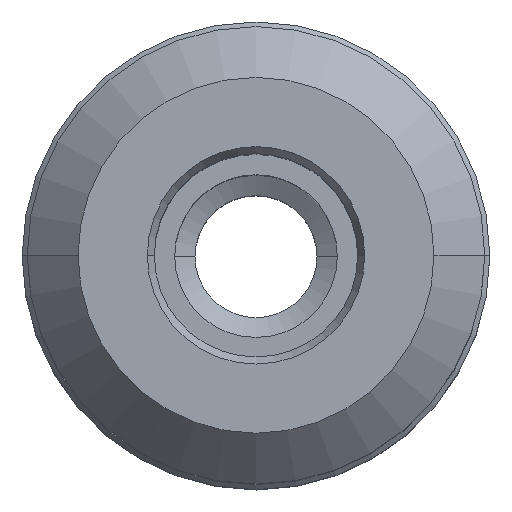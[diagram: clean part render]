
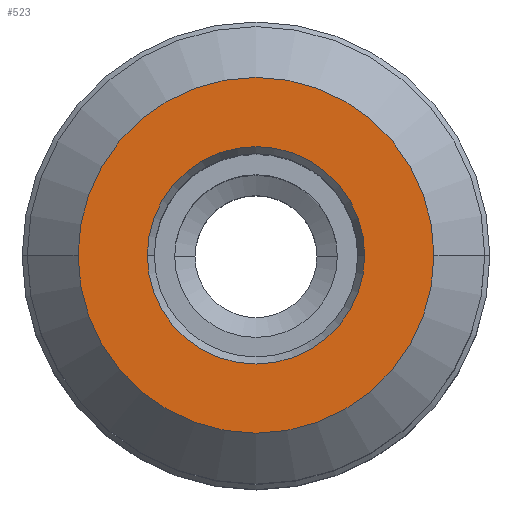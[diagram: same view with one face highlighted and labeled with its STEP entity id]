
A CAD part, top view. The second image highlights one B-rep face of the part: STEP entity #523.
In plain terms, the highlighted planar face has unit normal (0, 0, 1).
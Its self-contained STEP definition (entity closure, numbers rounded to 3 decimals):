
#164 = VERTEX_POINT ( 'NONE', #737 ) ;
#170 = VERTEX_POINT ( 'NONE', #726 ) ;
#176 = VERTEX_POINT ( 'NONE', #736 ) ;
#177 = VERTEX_POINT ( 'NONE', #779 ) ;
#178 = EDGE_CURVE ( 'NONE', #176, #177, #784, .T. ) ;
#184 = EDGE_CURVE ( 'NONE', #170, #164, #728, .T. ) ;
#226 = EDGE_LOOP ( 'NONE', ( #581, #525 ) ) ;
#228 = ORIENTED_EDGE ( 'NONE', *, *, #501, .T. ) ;
#501 = EDGE_CURVE ( 'NONE', #164, #170, #1189, .T. ) ;
#523 = ADVANCED_FACE ( 'NONE', ( #1318, #1319 ), #1312, .F. ) ;
#525 = ORIENTED_EDGE ( 'NONE', *, *, #582, .F. ) ;
#526 = EDGE_LOOP ( 'NONE', ( #527, #228 ) ) ;
#527 = ORIENTED_EDGE ( 'NONE', *, *, #184, .T. ) ;
#581 = ORIENTED_EDGE ( 'NONE', *, *, #178, .F. ) ;
#582 = EDGE_CURVE ( 'NONE', #177, #176, #1181, .T. ) ;
#726 = CARTESIAN_POINT ( 'NONE',  ( 10.693, 0., 99.7 ) ) ;
#728 = CIRCLE ( 'NONE', #777, 10.693 ) ;
#736 = CARTESIAN_POINT ( 'NONE',  ( -17.5, 0., 99.7 ) ) ;
#737 = CARTESIAN_POINT ( 'NONE',  ( -10.693, 0., 99.7 ) ) ;
#762 = DIRECTION ( 'NONE',  ( -1., 0., 0. ) ) ;
#763 = DIRECTION ( 'NONE',  ( 0., 0., -1. ) ) ;
#764 = CARTESIAN_POINT ( 'NONE',  ( 0., 0., 99.7 ) ) ;
#771 = DIRECTION ( 'NONE',  ( -1., 0., 0. ) ) ;
#772 = DIRECTION ( 'NONE',  ( 0., 0., -1. ) ) ;
#773 = CARTESIAN_POINT ( 'NONE',  ( 0., 0., 99.7 ) ) ;
#774 = AXIS2_PLACEMENT_3D ( 'NONE', #773, #772, #771 ) ;
#777 = AXIS2_PLACEMENT_3D ( 'NONE', #764, #763, #762 ) ;
#779 = CARTESIAN_POINT ( 'NONE',  ( 17.5, 0., 99.7 ) ) ;
#784 = CIRCLE ( 'NONE', #774, 17.5 ) ;
#1154 = AXIS2_PLACEMENT_3D ( 'NONE', #1166, #1165, #1164 ) ;
#1164 = DIRECTION ( 'NONE',  ( -1., 0., 0. ) ) ;
#1165 = DIRECTION ( 'NONE',  ( 0., 0., -1. ) ) ;
#1166 = CARTESIAN_POINT ( 'NONE',  ( 0., 0., 99.7 ) ) ;
#1181 = CIRCLE ( 'NONE', #1154, 17.5 ) ;
#1182 = DIRECTION ( 'NONE',  ( -1., 0., 0. ) ) ;
#1183 = DIRECTION ( 'NONE',  ( 0., 0., -1. ) ) ;
#1184 = CARTESIAN_POINT ( 'NONE',  ( 10.693, 0., 99.7 ) ) ;
#1185 = AXIS2_PLACEMENT_3D ( 'NONE', #1184, #1183, #1182 ) ;
#1186 = DIRECTION ( 'NONE',  ( -1., 0., 0. ) ) ;
#1187 = DIRECTION ( 'NONE',  ( 0., 0., -1. ) ) ;
#1188 = CARTESIAN_POINT ( 'NONE',  ( 0., 0., 99.7 ) ) ;
#1189 = CIRCLE ( 'NONE', #1328, 10.693 ) ;
#1312 = PLANE ( 'NONE',  #1185 ) ;
#1318 = FACE_OUTER_BOUND ( 'NONE', #226, .T. ) ;
#1319 = FACE_BOUND ( 'NONE', #526, .T. ) ;
#1328 = AXIS2_PLACEMENT_3D ( 'NONE', #1188, #1187, #1186 ) ;
